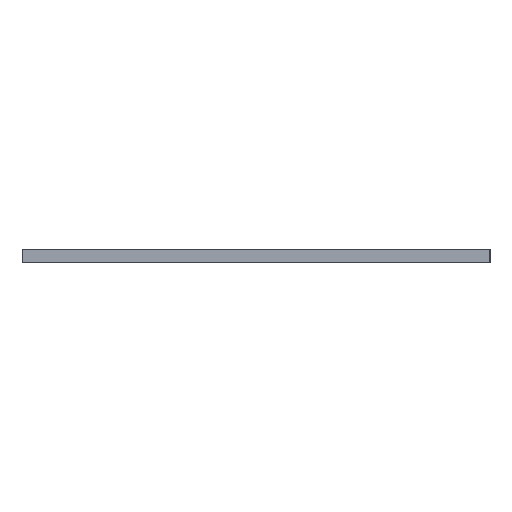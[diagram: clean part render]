
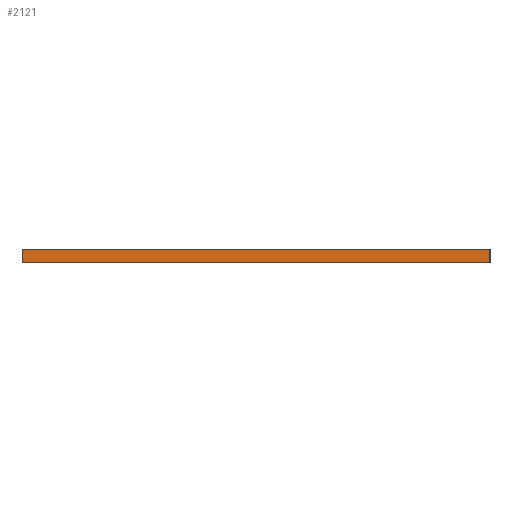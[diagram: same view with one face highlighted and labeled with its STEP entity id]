
A CAD part, left-side view. The second image highlights one B-rep face of the part: STEP entity #2121.
In plain terms, the highlighted planar face has unit normal (-1, 0, 0).
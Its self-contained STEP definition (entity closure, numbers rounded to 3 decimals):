
#221=FACE_OUTER_BOUND('',#321,.T.);
#321=EDGE_LOOP('',(#1743,#1744,#1745,#1746));
#613=LINE('',#3402,#863);
#614=LINE('',#3405,#864);
#615=LINE('',#3407,#865);
#616=LINE('',#3408,#866);
#863=VECTOR('',#2809,10.);
#864=VECTOR('',#2812,10.);
#865=VECTOR('',#2813,10.);
#866=VECTOR('',#2814,10.);
#1061=VERTEX_POINT('',#3398);
#1062=VERTEX_POINT('',#3400);
#1063=VERTEX_POINT('',#3404);
#1064=VERTEX_POINT('',#3406);
#1353=EDGE_CURVE('',#1061,#1062,#613,.T.);
#1354=EDGE_CURVE('',#1061,#1063,#614,.T.);
#1355=EDGE_CURVE('',#1064,#1062,#615,.T.);
#1356=EDGE_CURVE('',#1063,#1064,#616,.T.);
#1743=ORIENTED_EDGE('',*,*,#1354,.F.);
#1744=ORIENTED_EDGE('',*,*,#1353,.T.);
#1745=ORIENTED_EDGE('',*,*,#1355,.F.);
#1746=ORIENTED_EDGE('',*,*,#1356,.F.);
#2021=PLANE('',#2279);
#2121=ADVANCED_FACE('',(#221),#2021,.T.);
#2279=AXIS2_PLACEMENT_3D('',#3403,#2810,#2811);
#2809=DIRECTION('',(0.,0.,1.));
#2810=DIRECTION('center_axis',(-1.,0.,0.));
#2811=DIRECTION('ref_axis',(0.,-1.,0.));
#2812=DIRECTION('',(0.,1.,0.));
#2813=DIRECTION('',(0.,-1.,0.));
#2814=DIRECTION('',(0.,0.,1.));
#3398=CARTESIAN_POINT('',(-800.,0.,0.));
#3400=CARTESIAN_POINT('',(-800.,0.,10.));
#3402=CARTESIAN_POINT('',(-800.,0.,0.));
#3403=CARTESIAN_POINT('Origin',(-800.,360.,0.));
#3404=CARTESIAN_POINT('',(-800.,360.,0.));
#3405=CARTESIAN_POINT('',(-800.,0.,0.));
#3406=CARTESIAN_POINT('',(-800.,360.,10.));
#3407=CARTESIAN_POINT('',(-800.,0.,10.));
#3408=CARTESIAN_POINT('',(-800.,360.,0.));
